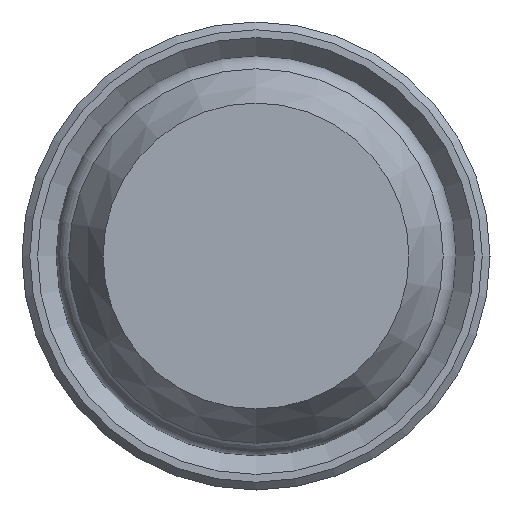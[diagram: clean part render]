
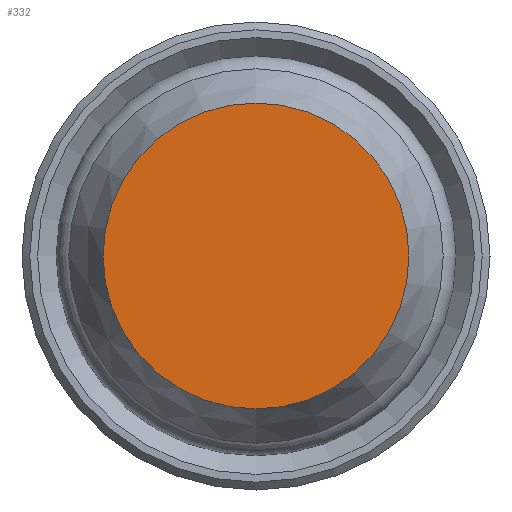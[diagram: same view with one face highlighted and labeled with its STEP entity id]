
A CAD part, front view. The second image highlights one B-rep face of the part: STEP entity #332.
In plain terms, the highlighted planar face has unit normal (0, -1, 0).
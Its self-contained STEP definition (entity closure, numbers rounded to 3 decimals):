
#70 = VERTEX_POINT ( 'NONE', #339 ) ;
#110 = CIRCLE ( 'NONE', #963, 4.903 ) ;
#242 = EDGE_LOOP ( 'NONE', ( #875 ) ) ;
#253 = FACE_OUTER_BOUND ( 'NONE', #242, .T. ) ;
#332 = ADVANCED_FACE ( 'NONE', ( #253 ), #641, .T. ) ;
#339 = CARTESIAN_POINT ( 'NONE',  ( 0., 0., -4.903 ) ) ;
#395 = DIRECTION ( 'NONE',  ( 0., 0., -1. ) ) ;
#396 = DIRECTION ( 'NONE',  ( 0., -1., 0. ) ) ;
#397 = CARTESIAN_POINT ( 'NONE',  ( 0., 0., 0. ) ) ;
#635 = DIRECTION ( 'NONE',  ( 0., 0., -1. ) ) ;
#636 = DIRECTION ( 'NONE',  ( 0., -1., 0. ) ) ;
#641 = PLANE ( 'NONE',  #939 ) ;
#642 = CARTESIAN_POINT ( 'NONE',  ( 4.903, 0., 0. ) ) ;
#875 = ORIENTED_EDGE ( 'NONE', *, *, #1055, .T. ) ;
#939 = AXIS2_PLACEMENT_3D ( 'NONE', #642, #636, #635 ) ;
#963 = AXIS2_PLACEMENT_3D ( 'NONE', #397, #396, #395 ) ;
#1055 = EDGE_CURVE ( 'NONE', #70, #70, #110, .T. ) ;
